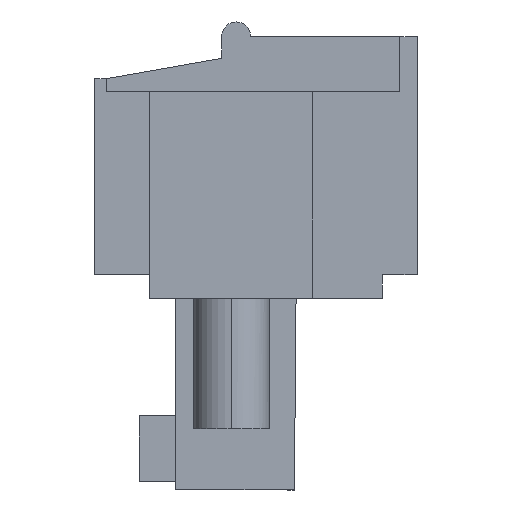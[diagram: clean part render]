
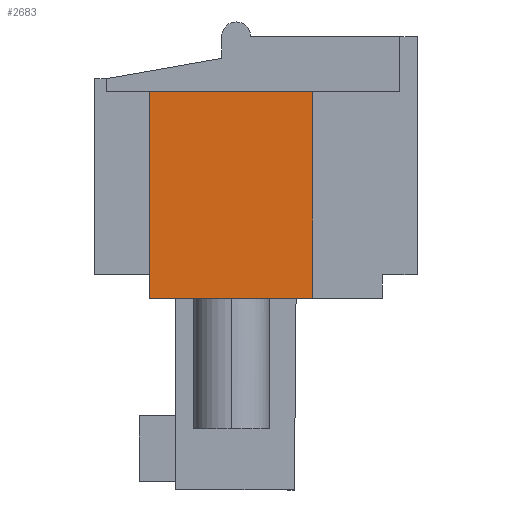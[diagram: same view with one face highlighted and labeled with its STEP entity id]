
A CAD part, left-side view. The second image highlights one B-rep face of the part: STEP entity #2683.
In plain terms, the highlighted planar face has unit normal (-1, 0, 0).
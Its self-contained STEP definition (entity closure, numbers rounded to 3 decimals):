
#2670=AXIS2_PLACEMENT_3D('Plane Axis2P3D',#2667,#2668,#2669) ;
#598=CARTESIAN_POINT('Vertex',(0.,3.6,6.6)) ;
#601=CARTESIAN_POINT('Line Origine',(0.,6.4,6.6)) ;
#605=CARTESIAN_POINT('Vertex',(0.,9.2,6.6)) ;
#1683=CARTESIAN_POINT('Line Origine',(0.,3.6,10.15)) ;
#1687=CARTESIAN_POINT('Vertex',(0.,3.6,13.7)) ;
#2065=CARTESIAN_POINT('Vertex',(0.,9.2,13.7)) ;
#2068=CARTESIAN_POINT('Line Origine',(0.,6.4,13.7)) ;
#2667=CARTESIAN_POINT('Axis2P3D Location',(0.,8.7,13.7)) ;
#2672=CARTESIAN_POINT('Line Origine',(0.,9.2,10.15)) ;
#602=DIRECTION('Vector Direction',(0.,-1.,0.)) ;
#1684=DIRECTION('Vector Direction',(0.,0.,-1.)) ;
#2069=DIRECTION('Vector Direction',(0.,-1.,0.)) ;
#2668=DIRECTION('Axis2P3D Direction',(1.,0.,0.)) ;
#2669=DIRECTION('Axis2P3D XDirection',(0.,-1.,0.)) ;
#2673=DIRECTION('Vector Direction',(0.,0.,-1.)) ;
#603=VECTOR('Line Direction',#602,1.) ;
#1685=VECTOR('Line Direction',#1684,1.) ;
#2070=VECTOR('Line Direction',#2069,1.) ;
#2674=VECTOR('Line Direction',#2673,1.) ;
#2678=ORIENTED_EDGE('',*,*,#2676,.T.) ;
#2679=ORIENTED_EDGE('',*,*,#607,.T.) ;
#2680=ORIENTED_EDGE('',*,*,#1689,.F.) ;
#2681=ORIENTED_EDGE('',*,*,#2072,.F.) ;
#2683=ADVANCED_FACE('HOUSING',(#2682),#2671,.F.) ;
#607=EDGE_CURVE('',#606,#599,#604,.T.) ;
#1689=EDGE_CURVE('',#1688,#599,#1686,.T.) ;
#2072=EDGE_CURVE('',#2066,#1688,#2071,.T.) ;
#2676=EDGE_CURVE('',#2066,#606,#2675,.T.) ;
#2677=EDGE_LOOP('',(#2678,#2679,#2680,#2681)) ;
#2682=FACE_OUTER_BOUND('',#2677,.T.) ;
#604=LINE('Line',#601,#603) ;
#1686=LINE('Line',#1683,#1685) ;
#2071=LINE('Line',#2068,#2070) ;
#2675=LINE('Line',#2672,#2674) ;
#2671=PLANE('',#2670) ;
#599=VERTEX_POINT('',#598) ;
#606=VERTEX_POINT('',#605) ;
#1688=VERTEX_POINT('',#1687) ;
#2066=VERTEX_POINT('',#2065) ;
